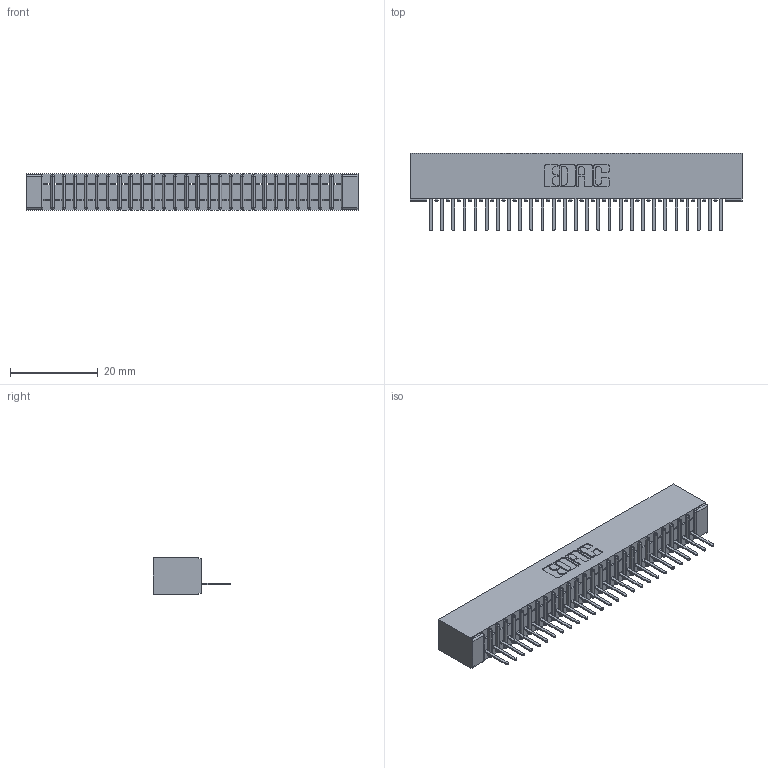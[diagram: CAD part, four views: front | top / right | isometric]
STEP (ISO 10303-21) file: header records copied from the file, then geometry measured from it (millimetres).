
FILE_DESCRIPTION (( 'STEP AP203' ), '1' );
FILE_NAME ('391-027-521-101.STEP', '2018-08-08T20:37:54', ( '' ), ( '' ), 'SwSTEP 2.0', 'SolidWorks 2016', '' );
FILE_SCHEMA (( 'CONFIG_CONTROL_DESIGN' ));
Length unit declared in the file: inch
Products named in the file (3): 341 Part_No Mounting Lugs; 341-292-001_341-292-121; 391-027-521-101
Assembly tree (28 placements, depth 2):
  391-027-521-101
    341 Part_No Mounting Lugs
    341-292-001_341-292-121  x27
Bounding box: 75.56 x 17.7 x 8.38 mm (x, y, z)
Volume: 4244.4 mm3; surface area: 8651.6 mm2
Topology: 28 solids, 28 shells, 2322 faces, 6691 edges, 4294 vertices
Faces by surface type: plane 1441, cylinder 773, sphere 56, torus 52
Entity records: 33532 total; most frequent: CARTESIAN_POINT 5690, ORIENTED_EDGE 5678, DIRECTION 5503, EDGE_CURVE 2839, LINE 2281, VECTOR 2281, VERTEX_POINT 1798, AXIS2_PLACEMENT_3D 1611
